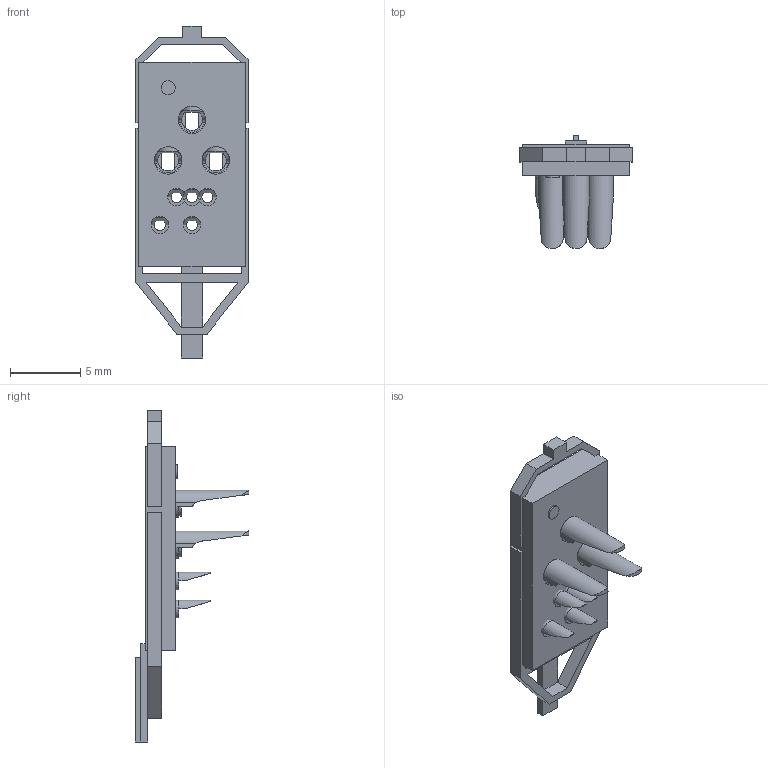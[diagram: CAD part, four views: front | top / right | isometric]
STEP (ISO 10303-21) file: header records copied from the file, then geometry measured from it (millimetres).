
FILE_DESCRIPTION(('FreeCAD Model'),'2;1');
FILE_NAME('Open CASCADE Shape Model','2026-01-25T17:06:50',('FreeCAD'),( 'FreeCAD'),'Open CASCADE STEP processor 7.6','FreeCAD','Unknown');
FILE_SCHEMA(('AUTOMOTIVE_DESIGN { 1 0 10303 214 1 1 1 1 }'));
Length unit declared in the file: millimetre
Products named in the file (1): Open CASCADE STEP translator 7.6 1
Bounding box: 8 x 8.1 x 23.7 mm (x, y, z)
Volume: 168.7 mm3; surface area: 681 mm2
Topology: 10 solids, 10 shells, 253 faces, 667 edges, 420 vertices
Faces by surface type: plane 210, cylinder 40, extrusion 3
Full cylindrical faces by diameter (mm): 1 x7, 1.25 x5, 1.5 x3, 1.95 x3
Entity records: 20141 total; most frequent: CARTESIAN_POINT 6897, DIRECTION 2435, VECTOR 1618, LINE 1615, ORIENTED_EDGE 1334, PCURVE 1334, DEFINITIONAL_REPRESENTATION 1334, EDGE_CURVE 667
